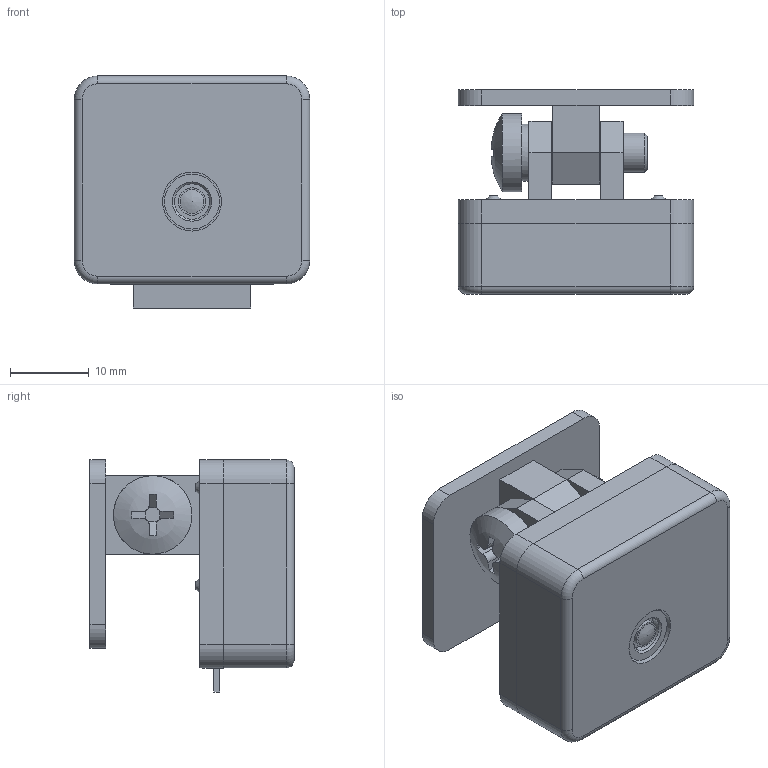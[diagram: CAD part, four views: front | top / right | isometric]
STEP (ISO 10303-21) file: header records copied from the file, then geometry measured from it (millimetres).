
FILE_DESCRIPTION(('STEP AP214'),'1');
FILE_NAME('RASPBERRY PI CAMERA V3 MOUNT FOR 3D PRINTER.stp','2023-08-22T06:04:39',(' '),(' '),'Spatial InterOp 3D',' ',' ');
FILE_SCHEMA(('AUTOMOTIVE_DESIGN { 1 0 10303 214 1 1 1 1 }'));
Length unit declared in the file: millimetre
Products named in the file (41): CAMERA ASSEMBLY; BASE; VTAM5x16; CAMERA HOUSING; CAMERA COVER; Camera Moudule 3; Board:1; Sony IMX708 v8:1; Housing:1; Mount:1; Ring:1; Lens:1; Sensor:1; Rear Components:1; Rear Components; sfw15r3ste1lf:1; RD24
Assembly tree (40 placements, depth 4):
  CAMERA ASSEMBLY
    BASE
    VTAM5x16
    CAMERA HOUSING
    CAMERA COVER
    Camera Moudule 3
      Camera Moudule 3
      Board:1
      Board:1
      Board:1
      Board:1
      Board:1
      Board:1
      Sony IMX708 v8:1
        Housing:1
        Mount:1
        Ring:1
        Lens:1
        Lens:1
        Sensor:1
        Sensor:1
        Sensor:1
        Sensor:1
        Sensor:1
        Sensor:1
        Sensor:1
        Sensor:1
        Sensor:1
        Sensor:1
        Sensor:1
        Sensor:1
        Sensor:1
      Rear Components:1
        Rear Components
        Rear Components
        Rear Components
        Rear Components
        Rear Components
        sfw15r3ste1lf:1
        sfw15r3ste1lf:1
    RD24
Bounding box: 30 x 26 x 29.56 mm (x, y, z)
Volume: 10925.9 mm3; surface area: 11607.2 mm2
Topology: 36 solids, 44 shells, 1363 faces, 3916 edges, 2578 vertices
Faces by surface type: plane 1179, bspline 85, cylinder 76, torus 11, cone 11, sphere 1
Full cylindrical faces by diameter (mm): 2 x4, 2.1 x4, 2.13 x4, 2.2 x4, 2.25 x4, 3 x1, 3.4 x1, 3.5 x1, 4.5 x3, 5 x1, 7 x1, 7.5 x1, 10 x1
Entity records: 60594 total; most frequent: CARTESIAN_POINT 9390, ORIENTED_EDGE 7438, DIRECTION 6507, EDGE_CURVE 3863, LINE 3485, VECTOR 3485, VERTEX_POINT 2564, STYLED_ITEM 2239
